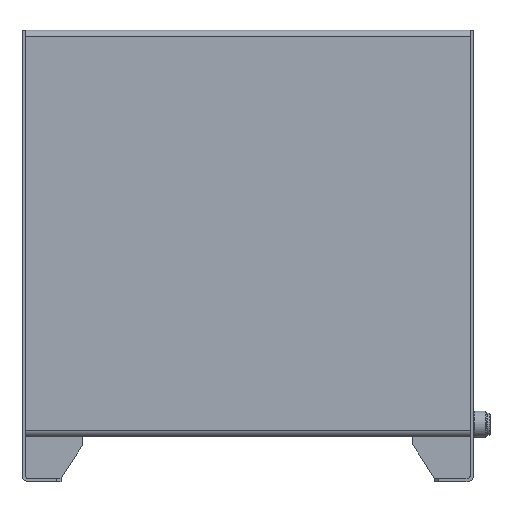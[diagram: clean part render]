
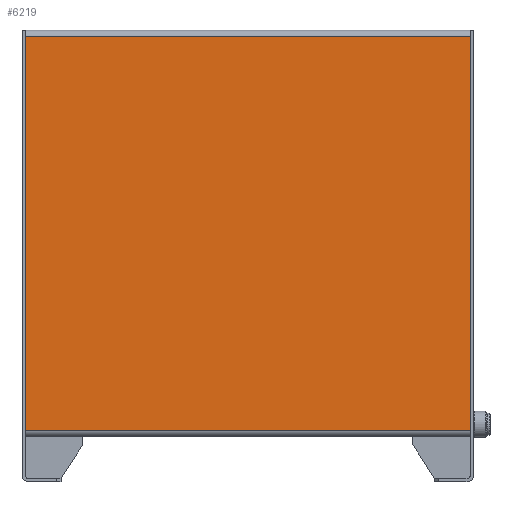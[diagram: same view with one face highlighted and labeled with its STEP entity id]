
A CAD part, front view. The second image highlights one B-rep face of the part: STEP entity #6219.
In plain terms, the highlighted planar face has unit normal (0, -1, 0).
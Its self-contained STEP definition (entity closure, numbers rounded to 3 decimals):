
#91=LINE('',#8702,#800);
#322=LINE('',#9261,#1031);
#726=LINE('',#10165,#1435);
#727=LINE('',#10166,#1436);
#800=VECTOR('',#6958,1000.);
#1031=VECTOR('',#7477,1000.);
#1435=VECTOR('',#8373,1000.);
#1436=VECTOR('',#8374,1000.);
#3019=ORIENTED_EDGE('',*,*,#4003,.T.);
#3020=ORIENTED_EDGE('',*,*,#3564,.T.);
#3021=ORIENTED_EDGE('',*,*,#4004,.F.);
#3022=ORIENTED_EDGE('',*,*,#3285,.T.);
#3285=EDGE_CURVE('',#4098,#4103,#91,.T.);
#3564=EDGE_CURVE('',#4288,#4287,#322,.T.);
#4003=EDGE_CURVE('',#4103,#4288,#726,.T.);
#4004=EDGE_CURVE('',#4098,#4287,#727,.T.);
#4098=VERTEX_POINT('',#8691);
#4103=VERTEX_POINT('',#8701);
#4287=VERTEX_POINT('',#9260);
#4288=VERTEX_POINT('',#9262);
#5068=EDGE_LOOP('',(#3019,#3020,#3021,#3022));
#5517=FACE_BOUND('',#5068,.T.);
#5859=PLANE('',#6723);
#6219=ADVANCED_FACE('',(#5517),#5859,.F.);
#6723=AXIS2_PLACEMENT_3D('',#10164,#8371,#8372);
#6958=DIRECTION('',(0.,0.,1.));
#7477=DIRECTION('',(0.,0.,-1.));
#8371=DIRECTION('',(0.,1.,0.));
#8372=DIRECTION('',(0.,0.,1.));
#8373=DIRECTION('',(-1.,0.,0.));
#8374=DIRECTION('',(-1.,0.,0.));
#8691=CARTESIAN_POINT('',(271.,-192.5,8.));
#8701=CARTESIAN_POINT('',(271.,-192.5,487.));
#8702=CARTESIAN_POINT('',(271.,-192.5,0.));
#9260=CARTESIAN_POINT('',(-271.,-192.5,8.));
#9261=CARTESIAN_POINT('',(-271.,-192.5,0.));
#9262=CARTESIAN_POINT('',(-271.,-192.5,487.));
#10164=CARTESIAN_POINT('',(0.,-192.5,0.));
#10165=CARTESIAN_POINT('',(271.,-192.5,487.));
#10166=CARTESIAN_POINT('',(-271.,-192.5,8.));
